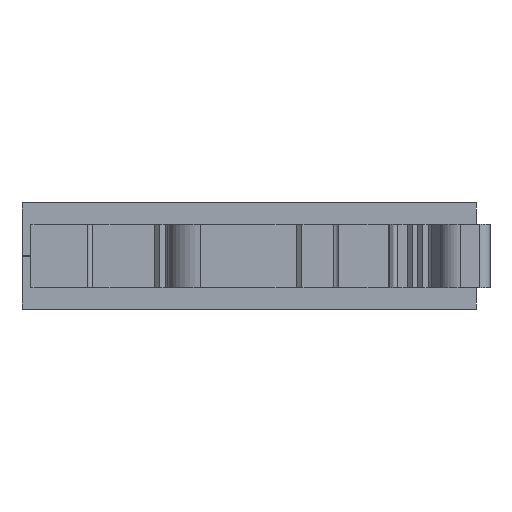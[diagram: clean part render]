
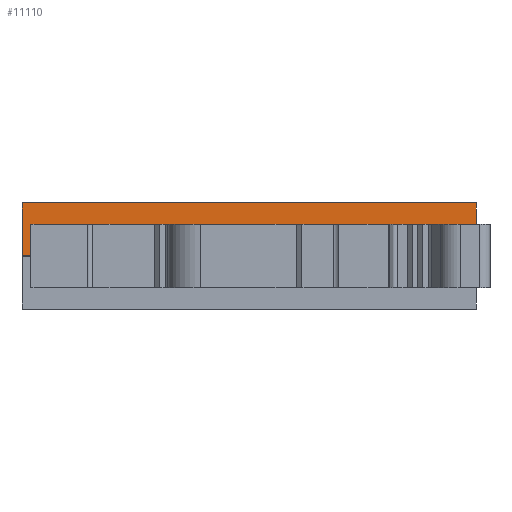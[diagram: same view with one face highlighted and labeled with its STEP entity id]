
A CAD part, front view. The second image highlights one B-rep face of the part: STEP entity #11110.
In plain terms, the highlighted planar face has unit normal (0, -1, 0).
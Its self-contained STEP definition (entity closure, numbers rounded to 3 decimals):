
#404=ORIENTED_EDGE('',*,*,#2868,.F.);
#405=ORIENTED_EDGE('',*,*,#2869,.T.);
#406=ORIENTED_EDGE('',*,*,#2870,.F.);
#407=ORIENTED_EDGE('',*,*,#2871,.F.);
#408=ORIENTED_EDGE('',*,*,#2872,.F.);
#409=ORIENTED_EDGE('',*,*,#2873,.T.);
#410=ORIENTED_EDGE('',*,*,#2874,.T.);
#411=ORIENTED_EDGE('',*,*,#2875,.F.);
#2868=EDGE_CURVE('',#4100,#4101,#4922,.T.);
#2869=EDGE_CURVE('',#4100,#4102,#4923,.T.);
#2870=EDGE_CURVE('',#4103,#4102,#4924,.F.);
#2871=EDGE_CURVE('',#4104,#4103,#4925,.T.);
#2872=EDGE_CURVE('',#4105,#4104,#4926,.T.);
#2873=EDGE_CURVE('',#4105,#4106,#4927,.T.);
#2874=EDGE_CURVE('',#4106,#4107,#4928,.T.);
#2875=EDGE_CURVE('',#4101,#4107,#4929,.T.);
#4100=VERTEX_POINT('',#14283);
#4101=VERTEX_POINT('',#14284);
#4102=VERTEX_POINT('',#14286);
#4103=VERTEX_POINT('',#14288);
#4104=VERTEX_POINT('',#14290);
#4105=VERTEX_POINT('',#14292);
#4106=VERTEX_POINT('',#14294);
#4107=VERTEX_POINT('',#14296);
#4922=LINE('',#14282,#5897);
#4923=LINE('',#14285,#5898);
#4924=LINE('',#14287,#5899);
#4925=LINE('',#14289,#5900);
#4926=LINE('',#14291,#5901);
#4927=LINE('',#14293,#5902);
#4928=LINE('',#14295,#5903);
#4929=LINE('',#14297,#5904);
#5897=VECTOR('',#12140,1000.);
#5898=VECTOR('',#12141,1000.);
#5899=VECTOR('',#12142,1000.);
#5900=VECTOR('',#12143,1000.);
#5901=VECTOR('',#12144,1000.);
#5902=VECTOR('',#12145,1000.);
#5903=VECTOR('',#12146,1000.);
#5904=VECTOR('',#12147,1000.);
#6863=EDGE_LOOP('',(#404,#405,#406,#407,#408,#409,#410,#411));
#7341=FACE_BOUND('',#6863,.T.);
#7819=PLANE('',#11542);
#11110=ADVANCED_FACE('',(#7341),#7819,.F.);
#11542=AXIS2_PLACEMENT_3D('',#14281,#12138,#12139);
#12138=DIRECTION('',(0.,1.,0.));
#12139=DIRECTION('',(1.,0.,0.));
#12140=DIRECTION('',(-1.,0.,0.));
#12141=DIRECTION('',(0.,0.,1.));
#12142=DIRECTION('',(1.,0.,0.));
#12143=DIRECTION('',(0.,0.,1.));
#12144=DIRECTION('',(-1.,0.,0.));
#12145=DIRECTION('',(0.,0.,1.));
#12146=DIRECTION('',(-1.,0.,0.));
#12147=DIRECTION('',(0.,0.,1.));
#14281=CARTESIAN_POINT('',(21.5,-18.,5.05));
#14282=CARTESIAN_POINT('',(21.5,-18.,5.05));
#14283=CARTESIAN_POINT('',(-20.65,-18.,5.05));
#14284=CARTESIAN_POINT('',(-21.5,-18.,5.05));
#14285=CARTESIAN_POINT('',(-20.65,-18.,6.535));
#14286=CARTESIAN_POINT('',(-20.65,-18.,8.035));
#14287=CARTESIAN_POINT('',(-1.35,-18.,8.035));
#14288=CARTESIAN_POINT('',(20.781,-18.,8.035));
#14289=CARTESIAN_POINT('',(20.781,-18.,6.275));
#14290=CARTESIAN_POINT('',(20.781,-18.,5.05));
#14291=CARTESIAN_POINT('',(21.5,-18.,5.05));
#14292=CARTESIAN_POINT('',(21.5,-18.,5.05));
#14293=CARTESIAN_POINT('',(21.5,-18.,5.05));
#14294=CARTESIAN_POINT('',(21.5,-18.,10.05));
#14295=CARTESIAN_POINT('',(21.5,-18.,10.05));
#14296=CARTESIAN_POINT('',(-21.5,-18.,10.05));
#14297=CARTESIAN_POINT('',(-21.5,-18.,5.05));
